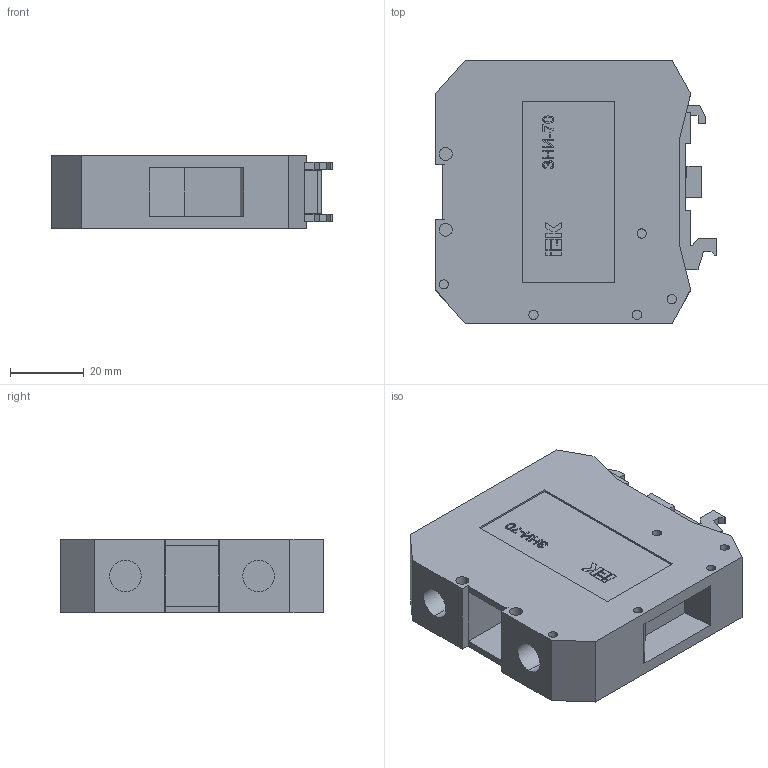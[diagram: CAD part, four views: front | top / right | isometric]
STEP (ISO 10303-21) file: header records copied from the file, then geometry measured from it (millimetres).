
FILE_DESCRIPTION (( 'STEP AP203' ), '1' );
FILE_NAME ('YZN20-070-K52 Çàæèì íàáîðíûé ÇÍÈ-70PEN 70ìì2 (JXB-çåìëÿ) ÈÝÊ.STEP', '2016-08-24T07:52:37', ( '' ), ( '' ), 'SwSTEP 2.0', 'SolidWorks 2014', '' );
FILE_SCHEMA (( 'CONFIG_CONTROL_DESIGN' ));
Length unit declared in the file: millimetre
Products named in the file (1): YZN20-070-K52 Çàæèì íàáîðíûé ÇÍÈ-70PEN 70ìì2 (JXB-çåìëÿ) ÈÝÊ
Bounding box: 76 x 71 x 20 mm (x, y, z)
Volume: 76175.7 mm3; surface area: 21588.7 mm2
Topology: 1 solids, 1 shells, 256 faces, 658 edges, 436 vertices
Faces by surface type: plane 197, cylinder 36, bspline 23
Entity records: 9241 total; most frequent: CARTESIAN_POINT 3006, ORIENTED_EDGE 1316, DIRECTION 1152, EDGE_CURVE 658, LINE 540, VECTOR 540, VERTEX_POINT 436, AXIS2_PLACEMENT_3D 306
